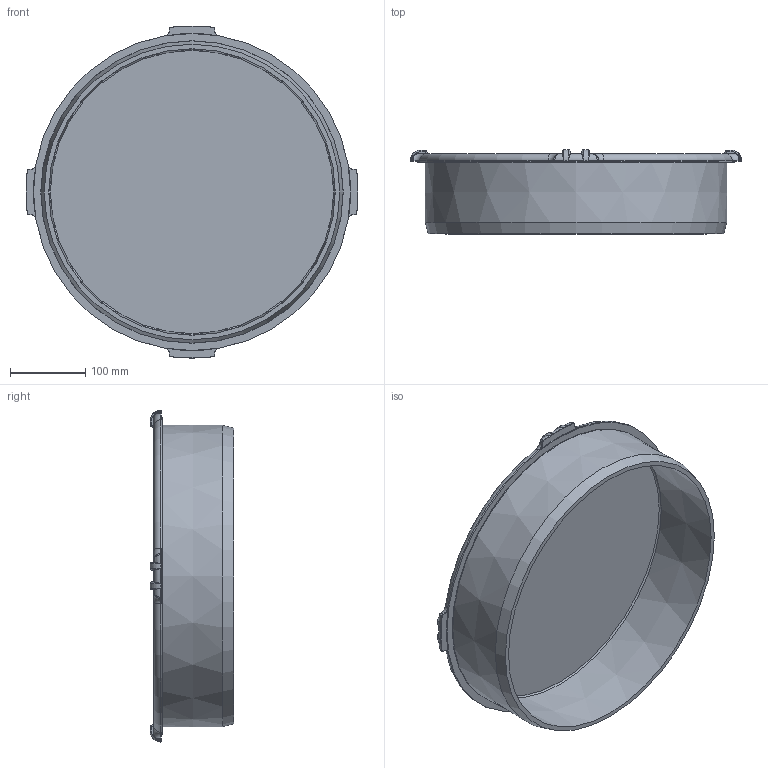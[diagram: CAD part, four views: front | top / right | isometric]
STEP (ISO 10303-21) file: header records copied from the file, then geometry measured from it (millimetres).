
FILE_DESCRIPTION(/* description */ (''),/* implementation_level */ '2;1');
FILE_NAME(/* name */ '226620 KGM Muffenstopfen DN_OD 400 mit Ohren.stp',/* time_stamp */ '2017-05-22T14:28:13+02:00',/* author */ ('user1'),/* organization */ (''),/* preprocessor_version */ 'ST-DEVELOPER v16.1',/* originating_system */ 'Autodesk Inventor 2016',/* authorisation */ '');
FILE_SCHEMA (('AUTOMOTIVE_DESIGN { 1 0 10303 214 3 1 1 }'));
Length unit declared in the file: millimetre
Products named in the file (1): 226620 KGM Muffenstopfen DN_OD 400 neu mit Ohren
Bounding box: 440.76 x 111.19 x 440.76 mm (x, y, z)
Volume: 2673167.3 mm3; surface area: 521780.5 mm2
Topology: 1 solids, 1 shells, 202 faces, 471 edges, 265 vertices
Faces by surface type: bspline 48, cylinder 45, torus 42, plane 40, sphere 16, cone 11
Full cylindrical faces by diameter (mm): 420.922 x1
Entity records: 7427 total; most frequent: CARTESIAN_POINT 3182, ORIENTED_EDGE 912, DIRECTION 838, EDGE_CURVE 456, AXIS2_PLACEMENT_3D 371, VERTEX_POINT 264, CIRCLE 216, EDGE_LOOP 210
